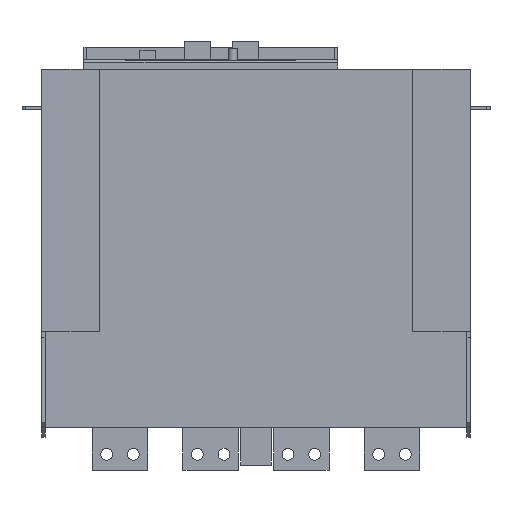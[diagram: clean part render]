
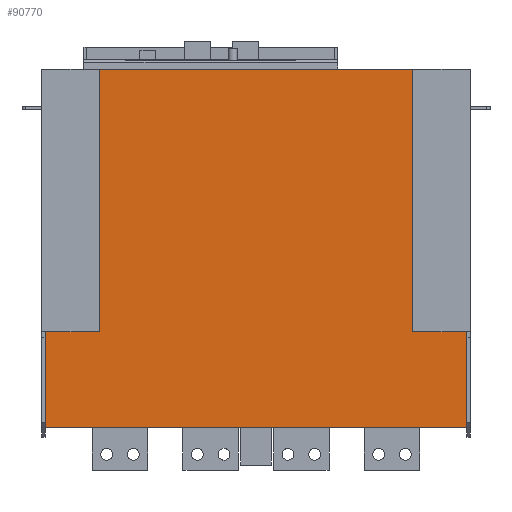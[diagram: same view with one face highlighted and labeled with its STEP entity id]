
A CAD part, front view. The second image highlights one B-rep face of the part: STEP entity #90770.
In plain terms, the highlighted planar face has unit normal (0, -1, 0).
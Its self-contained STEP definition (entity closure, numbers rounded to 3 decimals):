
#89220=CARTESIAN_POINT('',(1740.31,195.666,-345.));
#89230=VERTEX_POINT('',#89220);
#89260=CARTESIAN_POINT('',(1740.31,195.666,0.));
#89270=DIRECTION('',(0.,0.,-1.));
#89280=VECTOR('',#89270,1.);
#89290=LINE('',#89260,#89280);
#89300=CARTESIAN_POINT('',(1740.31,195.666,-9.));
#89310=VERTEX_POINT('',#89300);
#89320=EDGE_CURVE('',#89310,#89230,#89290,.T.);
#90010=CARTESIAN_POINT('',(1344.7,195.666,-9.));
#90020=VERTEX_POINT('',#90010);
#90050=CARTESIAN_POINT('',(1344.7,195.666,0.));
#90060=DIRECTION('',(0.,0.,1.));
#90070=VECTOR('',#90060,1.);
#90080=LINE('',#90050,#90070);
#90090=CARTESIAN_POINT('',(1344.7,195.666,-345.));
#90100=VERTEX_POINT('',#90090);
#90110=EDGE_CURVE('',#90100,#90020,#90080,.T.);
#90500=CARTESIAN_POINT('',(0.,195.666,-9.));
#90510=DIRECTION('',(1.,0.,0.));
#90520=VECTOR('',#90510,1.);
#90530=LINE('',#90500,#90520);
#90540=EDGE_CURVE('',#90020,#89310,#90530,.T.);
#90610=CARTESIAN_POINT('',(1658.51,195.666,-345.));
#90620=DIRECTION('',(0.,1.,0.));
#90630=DIRECTION('',(0.,0.,-1.));
#90640=AXIS2_PLACEMENT_3D('',#90610,#90620,#90630);
#90650=PLANE('',#90640);
#90660=ORIENTED_EDGE('',*,*,#89320,.F.);
#90670=CARTESIAN_POINT('',(0.,195.666,-345.));
#90680=DIRECTION('',(-1.,0.,0.));
#90690=VECTOR('',#90680,1.);
#90700=LINE('',#90670,#90690);
#90710=EDGE_CURVE('',#89230,#90100,#90700,.T.);
#90720=ORIENTED_EDGE('',*,*,#90710,.F.);
#90730=ORIENTED_EDGE('',*,*,#90110,.F.);
#90740=ORIENTED_EDGE('',*,*,#90540,.F.);
#90750=EDGE_LOOP('',(#90740,#90730,#90720,#90660));
#90760=FACE_OUTER_BOUND('',#90750,.T.);
#90770=ADVANCED_FACE('',(#90760),#90650,.F.);
